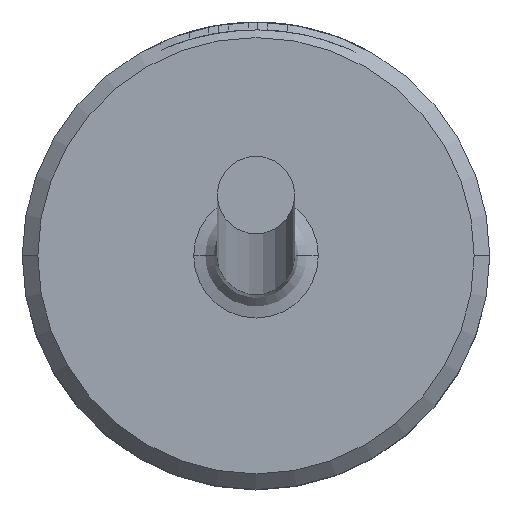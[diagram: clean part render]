
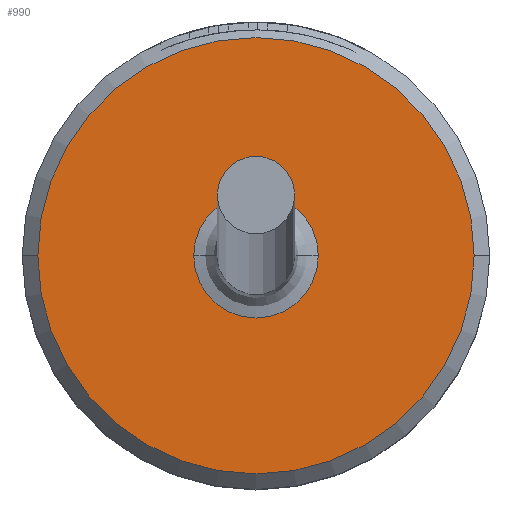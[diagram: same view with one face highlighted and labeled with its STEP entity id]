
A CAD part, top view. The second image highlights one B-rep face of the part: STEP entity #990.
In plain terms, the highlighted planar face has unit normal (0, 0, 1).
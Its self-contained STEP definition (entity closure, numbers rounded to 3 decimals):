
#26 = DIRECTION ( 'NONE',  ( 0., 0., -1. ) ) ;
#31 = DIRECTION ( 'NONE',  ( 1., 0., 0. ) ) ;
#52 = CARTESIAN_POINT ( 'NONE',  ( 0., 0., 4. ) ) ;
#118 = VERTEX_POINT ( 'NONE', #478 ) ;
#152 = DIRECTION ( 'NONE',  ( -1., 0., 0. ) ) ;
#183 = CIRCLE ( 'NONE', #1134, 2.8 ) ;
#187 = AXIS2_PLACEMENT_3D ( 'NONE', #400, #761, #31 ) ;
#190 = CIRCLE ( 'NONE', #694, 0.8 ) ;
#246 = EDGE_LOOP ( 'NONE', ( #919, #1089 ) ) ;
#300 = EDGE_CURVE ( 'NONE', #1077, #118, #370, .T. ) ;
#345 = EDGE_LOOP ( 'NONE', ( #993, #768 ) ) ;
#370 = CIRCLE ( 'NONE', #187, 2.8 ) ;
#375 = VERTEX_POINT ( 'NONE', #675 ) ;
#400 = CARTESIAN_POINT ( 'NONE',  ( 0., 0., 4. ) ) ;
#402 = CARTESIAN_POINT ( 'NONE',  ( 0., 0., 4. ) ) ;
#478 = CARTESIAN_POINT ( 'NONE',  ( -2.8, 0., 4. ) ) ;
#494 = CARTESIAN_POINT ( 'NONE',  ( -0.8, 0., 4. ) ) ;
#497 = FACE_OUTER_BOUND ( 'NONE', #246, .T. ) ;
#526 = DIRECTION ( 'NONE',  ( 0., 0., 1. ) ) ;
#587 = CARTESIAN_POINT ( 'NONE',  ( 0., 0., 4. ) ) ;
#600 = CARTESIAN_POINT ( 'NONE',  ( 2.8, 0., 4. ) ) ;
#635 = VERTEX_POINT ( 'NONE', #494 ) ;
#673 = PLANE ( 'NONE',  #752 ) ;
#675 = CARTESIAN_POINT ( 'NONE',  ( 0.8, 0., 4. ) ) ;
#677 = FACE_BOUND ( 'NONE', #345, .T. ) ;
#678 = DIRECTION ( 'NONE',  ( -1., 0., 0. ) ) ;
#694 = AXIS2_PLACEMENT_3D ( 'NONE', #587, #26, #678 ) ;
#704 = DIRECTION ( 'NONE',  ( 0., 0., -1. ) ) ;
#752 = AXIS2_PLACEMENT_3D ( 'NONE', #402, #763, #852 ) ;
#761 = DIRECTION ( 'NONE',  ( 0., 0., 1. ) ) ;
#763 = DIRECTION ( 'NONE',  ( 0., 0., 1. ) ) ;
#768 = ORIENTED_EDGE ( 'NONE', *, *, #775, .T. ) ;
#775 = EDGE_CURVE ( 'NONE', #375, #635, #929, .T. ) ;
#800 = EDGE_CURVE ( 'NONE', #118, #1077, #183, .T. ) ;
#852 = DIRECTION ( 'NONE',  ( 1., 0., 0. ) ) ;
#919 = ORIENTED_EDGE ( 'NONE', *, *, #800, .T. ) ;
#929 = CIRCLE ( 'NONE', #1023, 0.8 ) ;
#990 = ADVANCED_FACE ( 'NONE', ( #497, #677 ), #673, .T. ) ;
#993 = ORIENTED_EDGE ( 'NONE', *, *, #1015, .T. ) ;
#1015 = EDGE_CURVE ( 'NONE', #635, #375, #190, .T. ) ;
#1023 = AXIS2_PLACEMENT_3D ( 'NONE', #52, #704, #152 ) ;
#1054 = CARTESIAN_POINT ( 'NONE',  ( 0., 0., 4. ) ) ;
#1077 = VERTEX_POINT ( 'NONE', #600 ) ;
#1089 = ORIENTED_EDGE ( 'NONE', *, *, #300, .T. ) ;
#1133 = DIRECTION ( 'NONE',  ( 1., 0., 0. ) ) ;
#1134 = AXIS2_PLACEMENT_3D ( 'NONE', #1054, #526, #1133 ) ;
